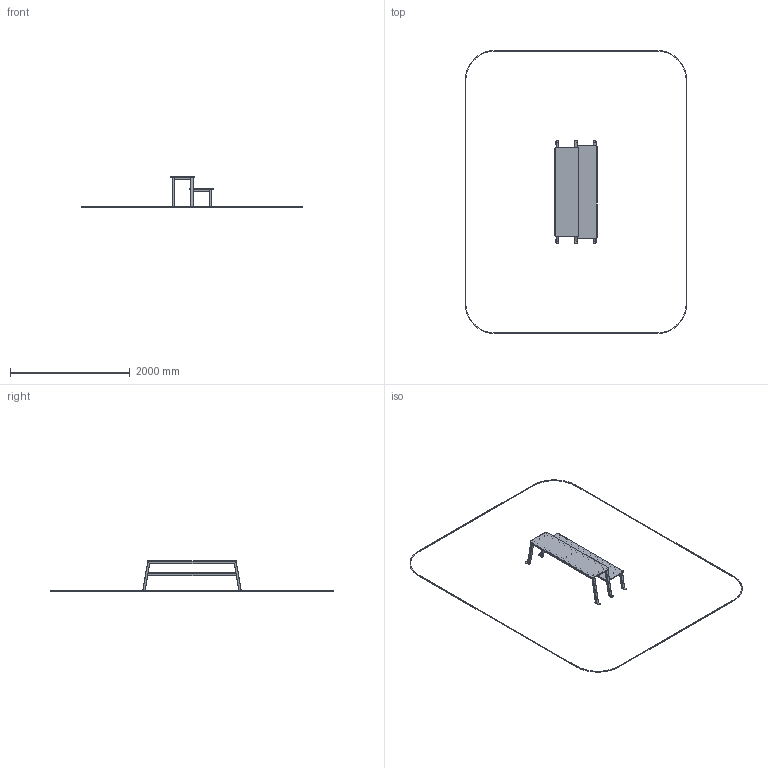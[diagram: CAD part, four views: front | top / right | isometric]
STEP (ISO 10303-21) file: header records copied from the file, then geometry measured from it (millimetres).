
FILE_DESCRIPTION(('STEP AP214'), '1');
FILE_NAME('Ñêàìüÿ â ñáîðå', '', ('UNSPECIFIED'), ('UNSPECIFIED'), 'C3D Converter', 'C3D Toolkit', '');
FILE_SCHEMA(('AUTOMOTIVE_DESIGN { 1 0 10303 214 3 1 1}'));
Length unit declared in the file: millimetre
Assembly tree (25 placements, depth 3):
  (unnamed)
    (unnamed)
      (unnamed)  x2
      (unnamed)  x4
      (unnamed)  x6
      (unnamed)  x6
      (unnamed)
      (unnamed)
      (unnamed)  x2
    (unnamed)
    (unnamed)
Bounding box: 3710 x 4739.45 x 515 mm (x, y, z)
Volume: 23942502 mm3; surface area: 6007292.4 mm2
Topology: 25 solids, 25 shells, 378 faces, 936 edges, 608 vertices
Faces by surface type: plane 222, cylinder 132, torus 24
Entity records: 8013 total; most frequent: CARTESIAN_POINT 1078, DIRECTION 972, ORIENTED_EDGE 912, EDGE_CURVE 456, AXIS2_PLACEMENT_3D 342, VERTEX_POINT 288, LINE 288, VECTOR 288
